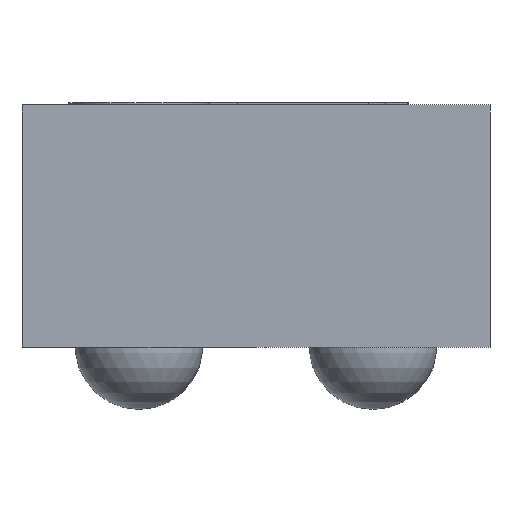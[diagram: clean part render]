
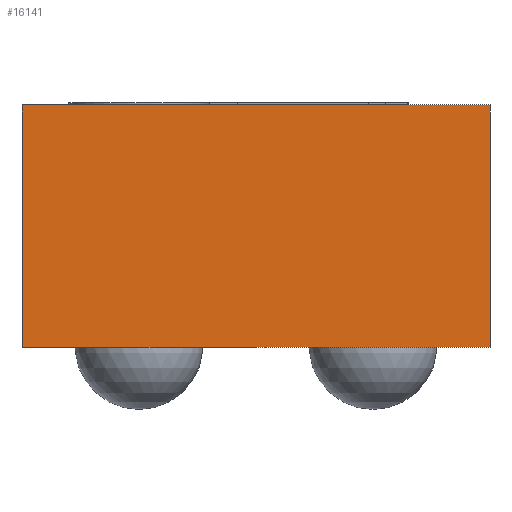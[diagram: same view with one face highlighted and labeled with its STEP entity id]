
A CAD part, front view. The second image highlights one B-rep face of the part: STEP entity #16141.
In plain terms, the highlighted planar face has unit normal (0, -1, 0).
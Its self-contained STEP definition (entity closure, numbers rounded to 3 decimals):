
#16116 = VERTEX_POINT('',#16117);
#16117 = CARTESIAN_POINT('',(0.5,-0.82,0.518));
#16123 = EDGE_CURVE('',#16124,#16116,#16126,.T.);
#16124 = VERTEX_POINT('',#16125);
#16125 = CARTESIAN_POINT('',(0.5,-0.82,0.));
#16126 = LINE('',#16127,#16128);
#16127 = CARTESIAN_POINT('',(0.5,-0.82,0.));
#16128 = VECTOR('',#16129,1.);
#16129 = DIRECTION('',(0.,0.,1.));
#16141 = ADVANCED_FACE('',(#16142),#16167,.T.);
#16142 = FACE_BOUND('',#16143,.T.);
#16143 = EDGE_LOOP('',(#16144,#16145,#16153,#16161));
#16144 = ORIENTED_EDGE('',*,*,#16123,.T.);
#16145 = ORIENTED_EDGE('',*,*,#16146,.T.);
#16146 = EDGE_CURVE('',#16116,#16147,#16149,.T.);
#16147 = VERTEX_POINT('',#16148);
#16148 = CARTESIAN_POINT('',(-0.5,-0.82,0.518));
#16149 = LINE('',#16150,#16151);
#16150 = CARTESIAN_POINT('',(0.5,-0.82,0.518));
#16151 = VECTOR('',#16152,1.);
#16152 = DIRECTION('',(-1.,0.,0.));
#16153 = ORIENTED_EDGE('',*,*,#16154,.F.);
#16154 = EDGE_CURVE('',#16155,#16147,#16157,.T.);
#16155 = VERTEX_POINT('',#16156);
#16156 = CARTESIAN_POINT('',(-0.5,-0.82,0.));
#16157 = LINE('',#16158,#16159);
#16158 = CARTESIAN_POINT('',(-0.5,-0.82,0.));
#16159 = VECTOR('',#16160,1.);
#16160 = DIRECTION('',(0.,0.,1.));
#16161 = ORIENTED_EDGE('',*,*,#16162,.F.);
#16162 = EDGE_CURVE('',#16124,#16155,#16163,.T.);
#16163 = LINE('',#16164,#16165);
#16164 = CARTESIAN_POINT('',(0.5,-0.82,0.));
#16165 = VECTOR('',#16166,1.);
#16166 = DIRECTION('',(-1.,0.,0.));
#16167 = PLANE('',#16168);
#16168 = AXIS2_PLACEMENT_3D('',#16169,#16170,#16171);
#16169 = CARTESIAN_POINT('',(0.5,-0.82,0.));
#16170 = DIRECTION('',(0.,-1.,0.));
#16171 = DIRECTION('',(-1.,0.,0.));
